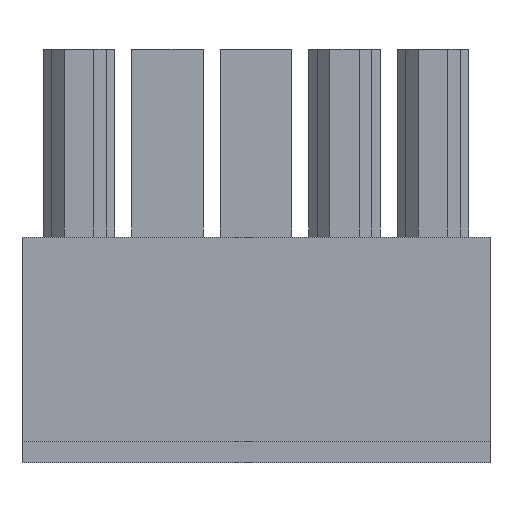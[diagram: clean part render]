
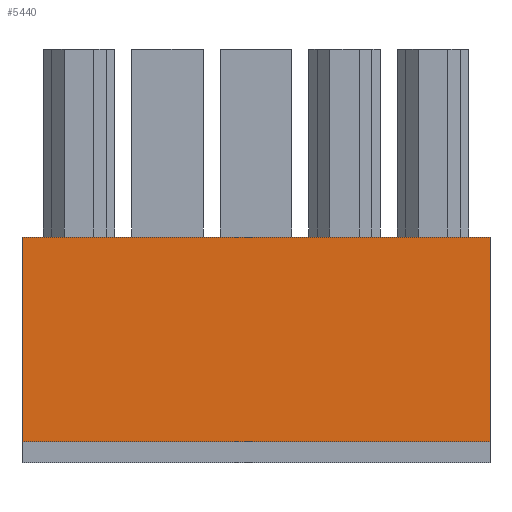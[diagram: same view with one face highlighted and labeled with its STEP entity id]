
A CAD part, front view. The second image highlights one B-rep face of the part: STEP entity #5440.
In plain terms, the highlighted planar face has unit normal (0, -1, 0).
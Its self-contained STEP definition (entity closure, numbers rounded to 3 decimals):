
#460=ORIENTED_EDGE('',*,*,#2036,.F.);
#461=ORIENTED_EDGE('',*,*,#2037,.F.);
#462=ORIENTED_EDGE('',*,*,#2038,.T.);
#463=ORIENTED_EDGE('',*,*,#2039,.T.);
#2036=EDGE_CURVE('',#2786,#2787,#3333,.T.);
#2037=EDGE_CURVE('',#2788,#2786,#3334,.T.);
#2038=EDGE_CURVE('',#2788,#2789,#3335,.T.);
#2039=EDGE_CURVE('',#2789,#2787,#3336,.T.);
#2786=VERTEX_POINT('',#8201);
#2787=VERTEX_POINT('',#8202);
#2788=VERTEX_POINT('',#8204);
#2789=VERTEX_POINT('',#8206);
#3333=LINE('',#8200,#4114);
#3334=LINE('',#8203,#4115);
#3335=LINE('',#8205,#4116);
#3336=LINE('',#8207,#4117);
#4114=VECTOR('',#6524,1000.);
#4115=VECTOR('',#6525,1000.);
#4116=VECTOR('',#6526,1000.);
#4117=VECTOR('',#6527,1000.);
#4564=EDGE_LOOP('',(#460,#461,#462,#463));
#4865=FACE_BOUND('',#4564,.T.);
#5157=PLANE('',#5748);
#5440=ADVANCED_FACE('',(#4865),#5157,.T.);
#5748=AXIS2_PLACEMENT_3D('',#8199,#6522,#6523);
#6522=DIRECTION('',(0.,-1.,0.));
#6523=DIRECTION('',(0.,0.,-1.));
#6524=DIRECTION('',(0.,0.,1.));
#6525=DIRECTION('',(-1.,0.,0.));
#6526=DIRECTION('',(0.,0.,1.));
#6527=DIRECTION('',(-1.,0.,0.));
#8199=CARTESIAN_POINT('',(11.1,-2.7,-4.35));
#8200=CARTESIAN_POINT('',(-11.1,-2.7,-4.35));
#8201=CARTESIAN_POINT('',(-11.1,-2.7,-4.35));
#8202=CARTESIAN_POINT('',(-11.1,-2.7,5.35));
#8203=CARTESIAN_POINT('',(11.1,-2.7,-4.35));
#8204=CARTESIAN_POINT('',(11.1,-2.7,-4.35));
#8205=CARTESIAN_POINT('',(11.1,-2.7,-4.35));
#8206=CARTESIAN_POINT('',(11.1,-2.7,5.35));
#8207=CARTESIAN_POINT('',(11.1,-2.7,5.35));
